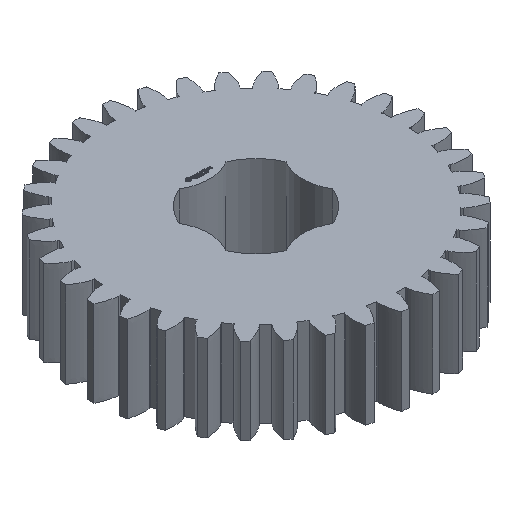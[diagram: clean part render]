
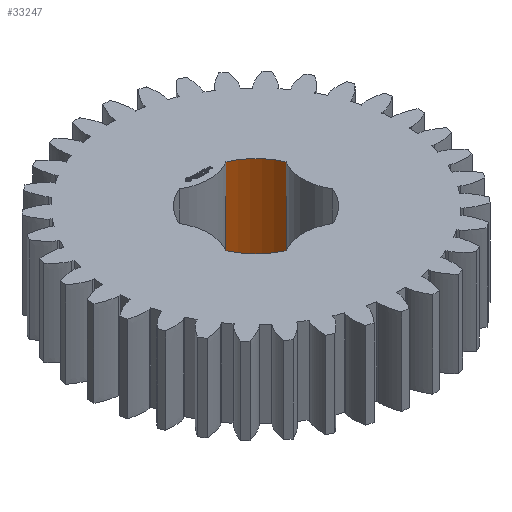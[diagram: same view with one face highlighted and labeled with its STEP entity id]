
A CAD part, isometric view. The second image highlights one B-rep face of the part: STEP entity #33247.
In plain terms, the highlighted cylindrical face has radius 6.35 mm (diameter 12.7 mm), a partial arc.
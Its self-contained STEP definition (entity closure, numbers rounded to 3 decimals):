
#93 = PLANE('',#94);
#94 = AXIS2_PLACEMENT_3D('',#95,#96,#97);
#95 = CARTESIAN_POINT('',(0.,0.,9.375));
#96 = DIRECTION('',(0.,0.,1.));
#97 = DIRECTION('',(1.,0.,0.));
#168 = PLANE('',#169);
#169 = AXIS2_PLACEMENT_3D('',#170,#171,#172);
#170 = CARTESIAN_POINT('',(0.,0.,0.));
#171 = DIRECTION('',(0.,0.,1.));
#172 = DIRECTION('',(1.,0.,0.));
#9902 = VERTEX_POINT('',#9903);
#9903 = CARTESIAN_POINT('',(2.55,5.816,0.));
#9918 = CYLINDRICAL_SURFACE('',#9919,4.9);
#9919 = AXIS2_PLACEMENT_3D('',#9920,#9921,#9922);
#9920 = CARTESIAN_POINT('',(0.,10.,0.));
#9921 = DIRECTION('',(0.,-0.,-1.));
#9922 = DIRECTION('',(0.707,0.707,0.));
#9930 = EDGE_CURVE('',#9931,#9902,#9933,.T.);
#9931 = VERTEX_POINT('',#9932);
#9932 = CARTESIAN_POINT('',(5.816,2.55,0.));
#9933 = SURFACE_CURVE('',#9934,(#9939,#9946),.PCURVE_S1.);
#9934 = CIRCLE('',#9935,6.35);
#9935 = AXIS2_PLACEMENT_3D('',#9936,#9937,#9938);
#9936 = CARTESIAN_POINT('',(0.,0.,0.));
#9937 = DIRECTION('',(0.,-0.,1.));
#9938 = DIRECTION('',(0.707,0.707,0.));
#9939 = PCURVE('',#168,#9940);
#9940 = DEFINITIONAL_REPRESENTATION('',(#9941),#9945);
#9941 = CIRCLE('',#9942,6.35);
#9942 = AXIS2_PLACEMENT_2D('',#9943,#9944);
#9943 = CARTESIAN_POINT('',(0.,0.));
#9944 = DIRECTION('',(0.707,0.707));
#9945 = ( GEOMETRIC_REPRESENTATION_CONTEXT(2) 
PARAMETRIC_REPRESENTATION_CONTEXT() REPRESENTATION_CONTEXT('2D SPACE',''
  ) );
#9946 = PCURVE('',#9947,#9952);
#9947 = CYLINDRICAL_SURFACE('',#9948,6.35);
#9948 = AXIS2_PLACEMENT_3D('',#9949,#9950,#9951);
#9949 = CARTESIAN_POINT('',(0.,0.,0.));
#9950 = DIRECTION('',(0.,-0.,-1.));
#9951 = DIRECTION('',(0.707,0.707,0.));
#9952 = DEFINITIONAL_REPRESENTATION('',(#9953),#9957);
#9953 = LINE('',#9954,#9955);
#9954 = CARTESIAN_POINT('',(-0.,0.));
#9955 = VECTOR('',#9956,1.);
#9956 = DIRECTION('',(-1.,0.));
#9957 = ( GEOMETRIC_REPRESENTATION_CONTEXT(2) 
PARAMETRIC_REPRESENTATION_CONTEXT() REPRESENTATION_CONTEXT('2D SPACE',''
  ) );
#9976 = CYLINDRICAL_SURFACE('',#9977,4.9);
#9977 = AXIS2_PLACEMENT_3D('',#9978,#9979,#9980);
#9978 = CARTESIAN_POINT('',(10.,0.,0.));
#9979 = DIRECTION('',(0.,-0.,-1.));
#9980 = DIRECTION('',(0.707,0.707,0.));
#17002 = VERTEX_POINT('',#17003);
#17003 = CARTESIAN_POINT('',(2.55,5.816,9.375));
#17025 = EDGE_CURVE('',#17026,#17002,#17028,.T.);
#17026 = VERTEX_POINT('',#17027);
#17027 = CARTESIAN_POINT('',(5.816,2.55,9.375));
#17028 = SURFACE_CURVE('',#17029,(#17034,#17041),.PCURVE_S1.);
#17029 = CIRCLE('',#17030,6.35);
#17030 = AXIS2_PLACEMENT_3D('',#17031,#17032,#17033);
#17031 = CARTESIAN_POINT('',(0.,0.,9.375
    ));
#17032 = DIRECTION('',(0.,-0.,1.));
#17033 = DIRECTION('',(0.707,0.707,0.));
#17034 = PCURVE('',#93,#17035);
#17035 = DEFINITIONAL_REPRESENTATION('',(#17036),#17040);
#17036 = CIRCLE('',#17037,6.35);
#17037 = AXIS2_PLACEMENT_2D('',#17038,#17039);
#17038 = CARTESIAN_POINT('',(0.,0.));
#17039 = DIRECTION('',(0.707,0.707));
#17040 = ( GEOMETRIC_REPRESENTATION_CONTEXT(2) 
PARAMETRIC_REPRESENTATION_CONTEXT() REPRESENTATION_CONTEXT('2D SPACE',''
  ) );
#17041 = PCURVE('',#9947,#17042);
#17042 = DEFINITIONAL_REPRESENTATION('',(#17043),#17047);
#17043 = LINE('',#17044,#17045);
#17044 = CARTESIAN_POINT('',(-0.,-9.375));
#17045 = VECTOR('',#17046,1.);
#17046 = DIRECTION('',(-1.,0.));
#17047 = ( GEOMETRIC_REPRESENTATION_CONTEXT(2) 
PARAMETRIC_REPRESENTATION_CONTEXT() REPRESENTATION_CONTEXT('2D SPACE',''
  ) );
#33224 = EDGE_CURVE('',#9931,#17026,#33225,.T.);
#33225 = SURFACE_CURVE('',#33226,(#33230,#33237),.PCURVE_S1.);
#33226 = LINE('',#33227,#33228);
#33227 = CARTESIAN_POINT('',(5.816,2.55,0.));
#33228 = VECTOR('',#33229,1.);
#33229 = DIRECTION('',(0.,0.,1.));
#33230 = PCURVE('',#9976,#33231);
#33231 = DEFINITIONAL_REPRESENTATION('',(#33232),#33236);
#33232 = LINE('',#33233,#33234);
#33233 = CARTESIAN_POINT('',(-1.809,0.));
#33234 = VECTOR('',#33235,1.);
#33235 = DIRECTION('',(-0.,-1.));
#33236 = ( GEOMETRIC_REPRESENTATION_CONTEXT(2) 
PARAMETRIC_REPRESENTATION_CONTEXT() REPRESENTATION_CONTEXT('2D SPACE',''
  ) );
#33237 = PCURVE('',#9947,#33238);
#33238 = DEFINITIONAL_REPRESENTATION('',(#33239),#33243);
#33239 = LINE('',#33240,#33241);
#33240 = CARTESIAN_POINT('',(-5.911,0.));
#33241 = VECTOR('',#33242,1.);
#33242 = DIRECTION('',(-0.,-1.));
#33243 = ( GEOMETRIC_REPRESENTATION_CONTEXT(2) 
PARAMETRIC_REPRESENTATION_CONTEXT() REPRESENTATION_CONTEXT('2D SPACE',''
  ) );
#33247 = ADVANCED_FACE('',(#33248),#9947,.F.);
#33248 = FACE_BOUND('',#33249,.T.);
#33249 = EDGE_LOOP('',(#33250,#33251,#33252,#33273));
#33250 = ORIENTED_EDGE('',*,*,#33224,.T.);
#33251 = ORIENTED_EDGE('',*,*,#17025,.T.);
#33252 = ORIENTED_EDGE('',*,*,#33253,.F.);
#33253 = EDGE_CURVE('',#9902,#17002,#33254,.T.);
#33254 = SURFACE_CURVE('',#33255,(#33259,#33266),.PCURVE_S1.);
#33255 = LINE('',#33256,#33257);
#33256 = CARTESIAN_POINT('',(2.55,5.816,0.));
#33257 = VECTOR('',#33258,1.);
#33258 = DIRECTION('',(0.,0.,1.));
#33259 = PCURVE('',#9947,#33260);
#33260 = DEFINITIONAL_REPRESENTATION('',(#33261),#33265);
#33261 = LINE('',#33262,#33263);
#33262 = CARTESIAN_POINT('',(-6.655,0.));
#33263 = VECTOR('',#33264,1.);
#33264 = DIRECTION('',(-0.,-1.));
#33265 = ( GEOMETRIC_REPRESENTATION_CONTEXT(2) 
PARAMETRIC_REPRESENTATION_CONTEXT() REPRESENTATION_CONTEXT('2D SPACE',''
  ) );
#33266 = PCURVE('',#9918,#33267);
#33267 = DEFINITIONAL_REPRESENTATION('',(#33268),#33272);
#33268 = LINE('',#33269,#33270);
#33269 = CARTESIAN_POINT('',(-4.474,0.));
#33270 = VECTOR('',#33271,1.);
#33271 = DIRECTION('',(-0.,-1.));
#33272 = ( GEOMETRIC_REPRESENTATION_CONTEXT(2) 
PARAMETRIC_REPRESENTATION_CONTEXT() REPRESENTATION_CONTEXT('2D SPACE',''
  ) );
#33273 = ORIENTED_EDGE('',*,*,#9930,.F.);
